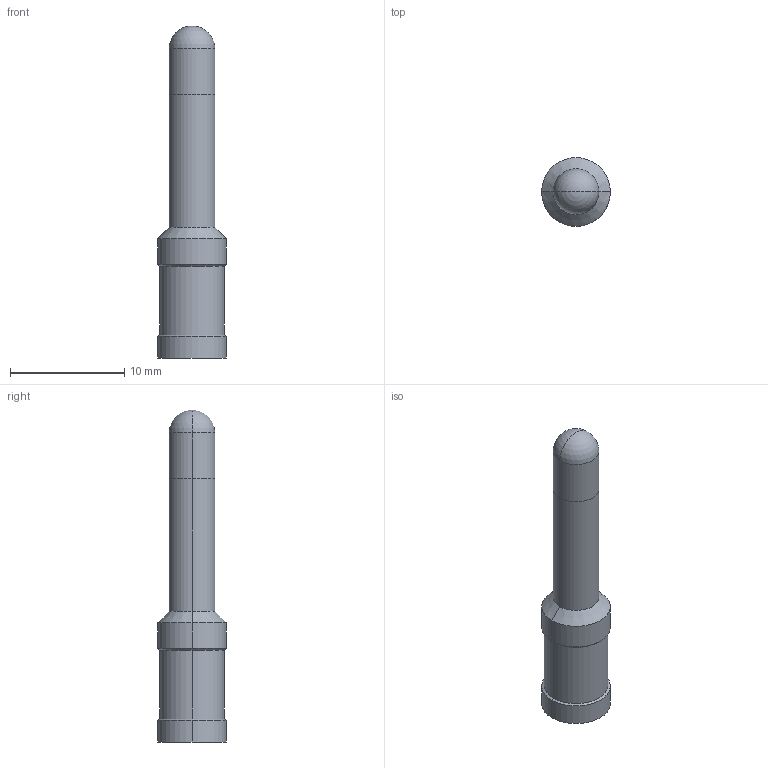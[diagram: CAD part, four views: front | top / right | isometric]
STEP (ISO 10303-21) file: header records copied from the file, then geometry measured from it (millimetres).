
FILE_DESCRIPTION(('Creo Elements/Direct Modeling STEP Export'),'2;1');
FILE_NAME('0ln7uvk4qr4okgo5328','2019-05-22T 9:34:36',(''),(''),'Creo Elements/Direct Modeling STEP processor for AP214 (Solid Model)','Creo Elements/Direct Modeling 20.1B 02-Apr-2019 (C) Parametric Technology GmbH','');
FILE_SCHEMA(('AUTOMOTIVE_DESIGN { 1 0 10303 214 1 1 1 1 }'));
Length unit declared in the file: millimetre
Products named in the file (2): RXM2D_10
Assembly tree (1 placements, depth 2):
  RXM2D_10
    RXM2D_10
Bounding box: 6 x 6 x 29 mm (x, y, z)
Volume: 363.4 mm3; surface area: 590.2 mm2
Topology: 1 solids, 1 shells, 24 faces, 48 edges, 25 vertices
Faces by surface type: cylinder 12, cone 8, plane 2, sphere 2
Entity records: 570 total; most frequent: DIRECTION 94, ORIENTED_EDGE 92, CARTESIAN_POINT 82, EDGE_CURVE 46, AXIS2_PLACEMENT_3D 37, VERTEX_POINT 25, EDGE_LOOP 25, FACE_OUTER_BOUND 24
